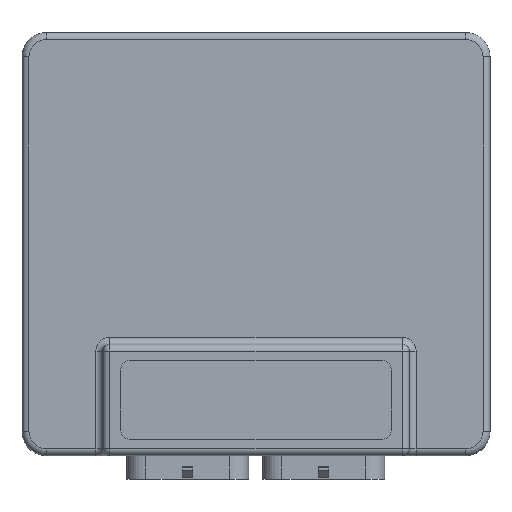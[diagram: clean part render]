
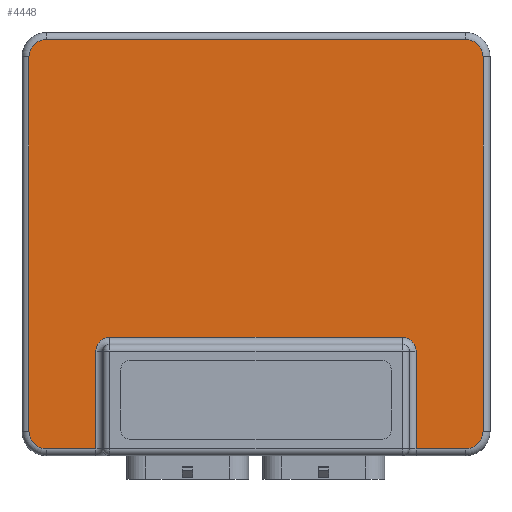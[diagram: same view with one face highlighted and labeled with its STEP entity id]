
A CAD part, top view. The second image highlights one B-rep face of the part: STEP entity #4448.
In plain terms, the highlighted planar face has unit normal (0, 0, 1).
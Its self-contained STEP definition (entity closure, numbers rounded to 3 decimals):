
#296=FACE_OUTER_BOUND('',#606,.T.);
#606=EDGE_LOOP('',(#3231,#3232,#3233,#3234,#3235,#3236,#3237,#3238,#3239,
#3240,#3241,#3242,#3243,#3244));
#956=CIRCLE('',#4757,5.);
#960=CIRCLE('',#4762,5.);
#964=CIRCLE('',#4769,5.);
#968=CIRCLE('',#4774,5.);
#984=CIRCLE('',#4800,4.);
#988=CIRCLE('',#4805,4.);
#1218=LINE('',#6900,#1586);
#1219=LINE('',#6917,#1587);
#1222=LINE('',#6924,#1590);
#1223=LINE('',#6941,#1591);
#1226=LINE('',#6948,#1594);
#1229=LINE('',#6971,#1597);
#1232=LINE('',#6978,#1600);
#1242=LINE('',#7021,#1610);
#1586=VECTOR('',#5397,1000.);
#1587=VECTOR('',#5418,1000.);
#1590=VECTOR('',#5425,1000.);
#1591=VECTOR('',#5446,1000.);
#1594=VECTOR('',#5453,1000.);
#1597=VECTOR('',#5480,1000.);
#1600=VECTOR('',#5487,1000.);
#1610=VECTOR('',#5541,1000.);
#1961=VERTEX_POINT('',#6893);
#1964=VERTEX_POINT('',#6898);
#1966=VERTEX_POINT('',#6903);
#1967=VERTEX_POINT('',#6908);
#1970=VERTEX_POINT('',#6915);
#1971=VERTEX_POINT('',#6920);
#1974=VERTEX_POINT('',#6927);
#1975=VERTEX_POINT('',#6932);
#1977=VERTEX_POINT('',#6938);
#1980=VERTEX_POINT('',#6945);
#1987=VERTEX_POINT('',#6968);
#1990=VERTEX_POINT('',#6975);
#1995=VERTEX_POINT('',#6991);
#1996=VERTEX_POINT('',#6996);
#2384=EDGE_CURVE('',#1961,#1964,#1218,.T.);
#2386=EDGE_CURVE('',#1964,#1966,#956,.T.);
#2390=EDGE_CURVE('',#1967,#1961,#960,.T.);
#2392=EDGE_CURVE('',#1966,#1970,#1219,.T.);
#2396=EDGE_CURVE('',#1971,#1967,#1222,.T.);
#2398=EDGE_CURVE('',#1970,#1974,#964,.T.);
#2402=EDGE_CURVE('',#1975,#1971,#968,.T.);
#2404=EDGE_CURVE('',#1974,#1977,#1223,.T.);
#2408=EDGE_CURVE('',#1980,#1975,#1226,.T.);
#2419=EDGE_CURVE('',#1977,#1987,#1229,.T.);
#2423=EDGE_CURVE('',#1990,#1980,#1232,.T.);
#2430=EDGE_CURVE('',#1995,#1987,#984,.T.);
#2434=EDGE_CURVE('',#1990,#1996,#988,.T.);
#2446=EDGE_CURVE('',#1995,#1996,#1242,.T.);
#3231=ORIENTED_EDGE('',*,*,#2386,.T.);
#3232=ORIENTED_EDGE('',*,*,#2392,.T.);
#3233=ORIENTED_EDGE('',*,*,#2398,.T.);
#3234=ORIENTED_EDGE('',*,*,#2404,.T.);
#3235=ORIENTED_EDGE('',*,*,#2419,.T.);
#3236=ORIENTED_EDGE('',*,*,#2430,.F.);
#3237=ORIENTED_EDGE('',*,*,#2446,.T.);
#3238=ORIENTED_EDGE('',*,*,#2434,.F.);
#3239=ORIENTED_EDGE('',*,*,#2423,.T.);
#3240=ORIENTED_EDGE('',*,*,#2408,.T.);
#3241=ORIENTED_EDGE('',*,*,#2402,.T.);
#3242=ORIENTED_EDGE('',*,*,#2396,.T.);
#3243=ORIENTED_EDGE('',*,*,#2390,.T.);
#3244=ORIENTED_EDGE('',*,*,#2384,.T.);
#4243=PLANE('',#4845);
#4448=ADVANCED_FACE('',(#296),#4243,.T.);
#4757=AXIS2_PLACEMENT_3D('',#6905,#5402,#5403);
#4762=AXIS2_PLACEMENT_3D('',#6912,#5412,#5413);
#4769=AXIS2_PLACEMENT_3D('',#6929,#5430,#5431);
#4774=AXIS2_PLACEMENT_3D('',#6936,#5440,#5441);
#4800=AXIS2_PLACEMENT_3D('',#6993,#5504,#5505);
#4805=AXIS2_PLACEMENT_3D('',#7000,#5514,#5515);
#4845=AXIS2_PLACEMENT_3D('',#7093,#5624,#5625);
#5397=DIRECTION('',(-1.,0.,0.));
#5402=DIRECTION('center_axis',(0.,0.,1.));
#5403=DIRECTION('ref_axis',(1.,0.,0.));
#5412=DIRECTION('center_axis',(0.,0.,1.));
#5413=DIRECTION('ref_axis',(1.,0.,0.));
#5418=DIRECTION('',(0.,-1.,0.));
#5425=DIRECTION('',(0.,1.,0.));
#5430=DIRECTION('center_axis',(0.,0.,1.));
#5431=DIRECTION('ref_axis',(1.,0.,0.));
#5440=DIRECTION('center_axis',(0.,0.,1.));
#5441=DIRECTION('ref_axis',(1.,0.,0.));
#5446=DIRECTION('',(1.,0.,0.));
#5453=DIRECTION('',(1.,0.,0.));
#5480=DIRECTION('',(0.,1.,0.));
#5487=DIRECTION('',(0.,-1.,0.));
#5504=DIRECTION('center_axis',(0.,0.,1.));
#5505=DIRECTION('ref_axis',(1.,0.,0.));
#5514=DIRECTION('center_axis',(0.,0.,1.));
#5515=DIRECTION('ref_axis',(1.,0.,0.));
#5541=DIRECTION('',(1.,0.,0.));
#5624=DIRECTION('center_axis',(0.,0.,1.));
#5625=DIRECTION('ref_axis',(1.,0.,0.));
#6893=CARTESIAN_POINT('',(60.2,58.775,17.2));
#6898=CARTESIAN_POINT('',(-60.2,58.775,17.2));
#6900=CARTESIAN_POINT('',(-60.2,58.775,17.2));
#6903=CARTESIAN_POINT('',(-65.2,53.775,17.2));
#6905=CARTESIAN_POINT('Origin',(-60.2,53.775,17.2));
#6908=CARTESIAN_POINT('',(65.2,53.775,17.2));
#6912=CARTESIAN_POINT('Origin',(60.2,53.775,17.2));
#6915=CARTESIAN_POINT('',(-65.2,-53.775,17.2));
#6917=CARTESIAN_POINT('',(-65.2,-53.775,17.2));
#6920=CARTESIAN_POINT('',(65.2,-53.775,17.2));
#6924=CARTESIAN_POINT('',(65.2,53.775,17.2));
#6927=CARTESIAN_POINT('',(-60.2,-58.775,17.2));
#6929=CARTESIAN_POINT('Origin',(-60.2,-53.775,17.2));
#6932=CARTESIAN_POINT('',(60.2,-58.775,17.2));
#6936=CARTESIAN_POINT('Origin',(60.2,-53.775,17.2));
#6938=CARTESIAN_POINT('',(-46.,-58.775,17.2));
#6941=CARTESIAN_POINT('',(-44.,-58.775,17.2));
#6945=CARTESIAN_POINT('',(46.,-58.775,17.2));
#6948=CARTESIAN_POINT('',(60.2,-58.775,17.2));
#6968=CARTESIAN_POINT('',(-46.,-30.775,17.2));
#6971=CARTESIAN_POINT('',(-46.,-28.775,17.2));
#6975=CARTESIAN_POINT('',(46.,-30.775,17.2));
#6978=CARTESIAN_POINT('',(46.,-60.775,17.2));
#6991=CARTESIAN_POINT('',(-42.,-26.775,17.2));
#6993=CARTESIAN_POINT('Origin',(-42.,-30.775,17.2));
#6996=CARTESIAN_POINT('',(42.,-26.775,17.2));
#7000=CARTESIAN_POINT('Origin',(42.,-30.775,17.2));
#7021=CARTESIAN_POINT('',(44.,-26.775,17.2));
#7093=CARTESIAN_POINT('Origin',(0.,0.,17.2));
